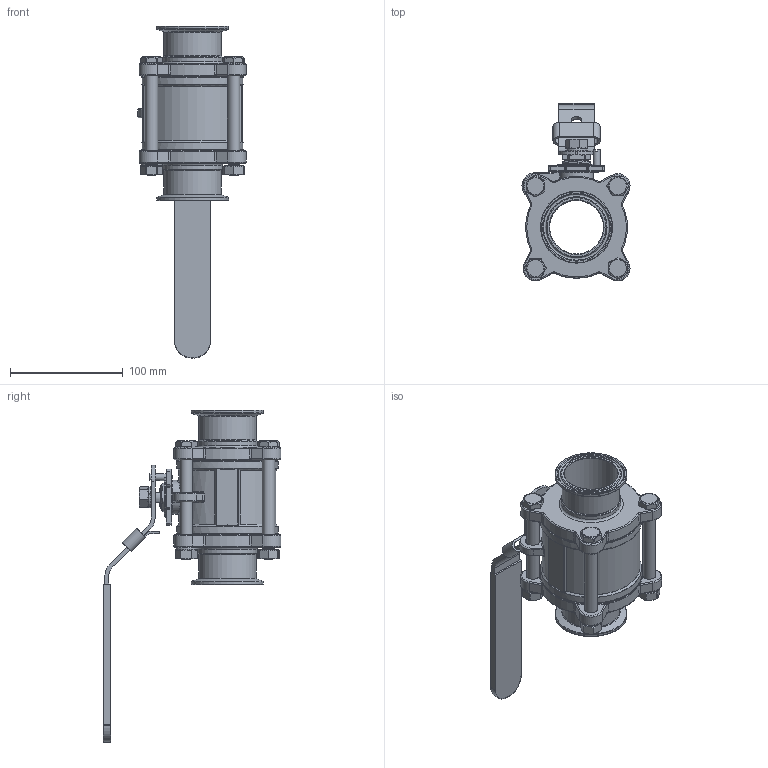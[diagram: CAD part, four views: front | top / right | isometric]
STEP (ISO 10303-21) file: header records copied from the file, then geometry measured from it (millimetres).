
FILE_DESCRIPTION(/* description */ (''),/* implementation_level */ '2;1');
FILE_NAME(/* name */ 'BLV2C-2.stp',/* time_stamp */ '2019-06-24T15:54:12-04:00',/* author */ ('rick'),/* organization */ (''),/* preprocessor_version */ 'ST-DEVELOPER v15.2',/* originating_system */ 'Autodesk Inventor 2014',/* authorisation */ '');
FILE_SCHEMA (('AUTOMOTIVE_DESIGN { 1 0 10303 214 3 1 1 }'));
Length unit declared in the file: inch
Products named in the file (12): 20 TC Flange; M10 --Nut; #91828; Lock Washer 1; HANDLE LOCK BRACKET; BLV-2-handle; BLV-2-handle sleeve; BLV2C-15STEM; Valve Body; Pin; Bolt; BLV2C-2
Bounding box: 95.95 x 157.79 x 294.71 mm (x, y, z)
Volume: 374172.3 mm3; surface area: 171139.2 mm2
Topology: 20 solids, 20 shells, 2323 faces, 5404 edges, 2994 vertices
Faces by surface type: bspline 1035, cylinder 461, plane 312, torus 203, cone 174, sphere 138
Full cylindrical faces by diameter (mm): 4.826 x1, 5.951 x1, 8.5 x30, 9.525 x1, 10 x37, 11 x12, 12 x1, 15.875 x1, 16 x1, 16.5 x1, 18.948 x1, 19 x1, 20 x6, 34.5 x1, 47.76 x2, 50.93 x2, 53 x2, 63.88 x2, 80 x1, 84.1 x2, 90 x1
Entity records: 91331 total; most frequent: CARTESIAN_POINT 62041, ORIENTED_EDGE 6764, DIRECTION 4719, EDGE_CURVE 3382, VERTEX_POINT 2015, AXIS2_PLACEMENT_3D 1895, EDGE_LOOP 1699, ADVANCED_FACE 1527
